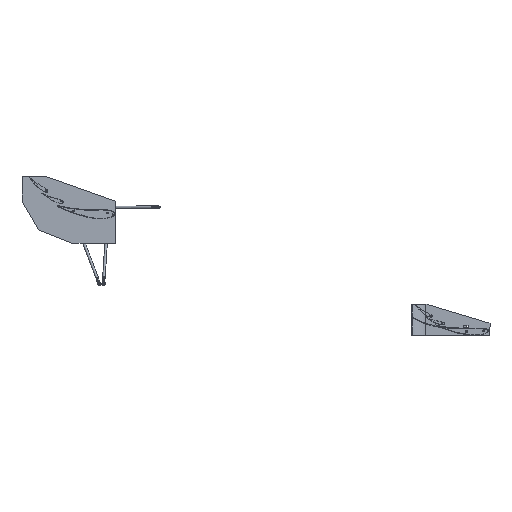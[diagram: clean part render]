
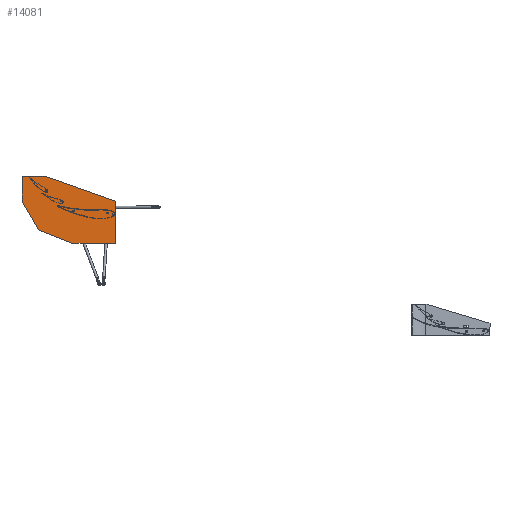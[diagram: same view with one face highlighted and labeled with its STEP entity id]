
A CAD part, front view. The second image highlights one B-rep face of the part: STEP entity #14081.
In plain terms, the highlighted planar face has unit normal (0, -1, 0).
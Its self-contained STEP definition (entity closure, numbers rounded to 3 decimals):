
#1299=PLANE('',#16984);
#1579=FACE_BOUND('',#3267,.T.);
#1580=FACE_BOUND('',#3268,.T.);
#1581=FACE_BOUND('',#3269,.T.);
#2299=FACE_OUTER_BOUND('',#3266,.T.);
#3266=EDGE_LOOP('',(#12286,#12287,#12288,#12289,#12290,#12291,#12292));
#3267=EDGE_LOOP('',(#12293));
#3268=EDGE_LOOP('',(#12294));
#3269=EDGE_LOOP('',(#12295));
#4235=LINE('',#25897,#5002);
#4243=LINE('',#25919,#5010);
#4246=LINE('',#25925,#5013);
#4249=LINE('',#25930,#5016);
#4250=LINE('',#25933,#5017);
#4252=LINE('',#25936,#5019);
#4253=LINE('',#25947,#5020);
#5002=VECTOR('',#21158,10.);
#5010=VECTOR('',#21176,10.);
#5013=VECTOR('',#21181,10.);
#5016=VECTOR('',#21186,10.);
#5017=VECTOR('',#21189,10.);
#5019=VECTOR('',#21193,10.);
#5020=VECTOR('',#21208,10.);
#5940=CIRCLE('',#16979,2.5);
#5941=CIRCLE('',#16981,2.5);
#5942=CIRCLE('',#16983,2.5);
#7145=VERTEX_POINT('',#25894);
#7146=VERTEX_POINT('',#25896);
#7155=VERTEX_POINT('',#25918);
#7156=VERTEX_POINT('',#25922);
#7157=VERTEX_POINT('',#25924);
#7158=VERTEX_POINT('',#25928);
#7159=VERTEX_POINT('',#25932);
#7160=VERTEX_POINT('',#25938);
#7161=VERTEX_POINT('',#25941);
#7162=VERTEX_POINT('',#25944);
#8915=EDGE_CURVE('',#7145,#7146,#4235,.T.);
#8926=EDGE_CURVE('',#7155,#7146,#4243,.T.);
#8929=EDGE_CURVE('',#7157,#7156,#4246,.T.);
#8932=EDGE_CURVE('',#7145,#7158,#4249,.T.);
#8933=EDGE_CURVE('',#7159,#7155,#4250,.T.);
#8935=EDGE_CURVE('',#7158,#7157,#4252,.T.);
#8936=EDGE_CURVE('',#7160,#7160,#5940,.T.);
#8937=EDGE_CURVE('',#7161,#7161,#5941,.T.);
#8938=EDGE_CURVE('',#7162,#7162,#5942,.T.);
#8939=EDGE_CURVE('',#7156,#7159,#4253,.T.);
#12286=ORIENTED_EDGE('',*,*,#8915,.F.);
#12287=ORIENTED_EDGE('',*,*,#8932,.T.);
#12288=ORIENTED_EDGE('',*,*,#8935,.T.);
#12289=ORIENTED_EDGE('',*,*,#8929,.T.);
#12290=ORIENTED_EDGE('',*,*,#8939,.T.);
#12291=ORIENTED_EDGE('',*,*,#8933,.T.);
#12292=ORIENTED_EDGE('',*,*,#8926,.T.);
#12293=ORIENTED_EDGE('',*,*,#8936,.T.);
#12294=ORIENTED_EDGE('',*,*,#8937,.T.);
#12295=ORIENTED_EDGE('',*,*,#8938,.T.);
#14081=ADVANCED_FACE('',(#2299,#1579,#1580,#1581),#1299,.T.);
#16979=AXIS2_PLACEMENT_3D('',#25939,#21196,#21197);
#16981=AXIS2_PLACEMENT_3D('',#25942,#21200,#21201);
#16983=AXIS2_PLACEMENT_3D('',#25945,#21204,#21205);
#16984=AXIS2_PLACEMENT_3D('',#25946,#21206,#21207);
#21158=DIRECTION('',(-0.931,0.,0.366));
#21176=DIRECTION('',(0.5,0.,-0.866));
#21181=DIRECTION('',(-0.942,0.,0.335));
#21186=DIRECTION('',(1.,0.,0.));
#21189=DIRECTION('',(0.,0.,-1.));
#21193=DIRECTION('',(0.,0.,1.));
#21196=DIRECTION('center_axis',(0.,1.,0.));
#21197=DIRECTION('ref_axis',(-1.,0.,0.));
#21200=DIRECTION('center_axis',(0.,1.,0.));
#21201=DIRECTION('ref_axis',(-1.,0.,0.));
#21204=DIRECTION('center_axis',(0.,1.,0.));
#21205=DIRECTION('ref_axis',(-1.,0.,0.));
#21206=DIRECTION('center_axis',(0.,-1.,0.));
#21207=DIRECTION('ref_axis',(0.,0.,-1.));
#21208=DIRECTION('',(-1.,0.,0.));
#25894=CARTESIAN_POINT('',(25.885,-2.5,-150.));
#25896=CARTESIAN_POINT('',(-194.115,-2.5,-63.397));
#25897=CARTESIAN_POINT('',(-65.884,-2.5,-113.876));
#25918=CARTESIAN_POINT('',(-300.,-2.5,120.));
#25919=CARTESIAN_POINT('',(-236.519,-2.5,10.048));
#25922=CARTESIAN_POINT('',(-150.,-2.5,280.));
#25924=CARTESIAN_POINT('',(300.,-2.5,120.));
#25925=CARTESIAN_POINT('',(185.774,-2.5,160.614));
#25928=CARTESIAN_POINT('',(300.,-2.5,-150.));
#25930=CARTESIAN_POINT('',(-72.058,-2.5,-150.));
#25932=CARTESIAN_POINT('',(-300.,-2.5,280.));
#25933=CARTESIAN_POINT('',(-300.,-2.5,280.));
#25936=CARTESIAN_POINT('',(300.,-2.5,-280.));
#25938=CARTESIAN_POINT('',(-137.5,-2.5,185.));
#25939=CARTESIAN_POINT('Origin',(-140.,-2.5,185.));
#25941=CARTESIAN_POINT('',(-37.5,-2.5,115.));
#25942=CARTESIAN_POINT('Origin',(-40.,-2.5,115.));
#25944=CARTESIAN_POINT('',(282.5,-2.5,40.));
#25945=CARTESIAN_POINT('Origin',(280.,-2.5,40.));
#25946=CARTESIAN_POINT('Origin',(0.,-2.5,0.));
#25947=CARTESIAN_POINT('',(300.,-2.5,280.));
